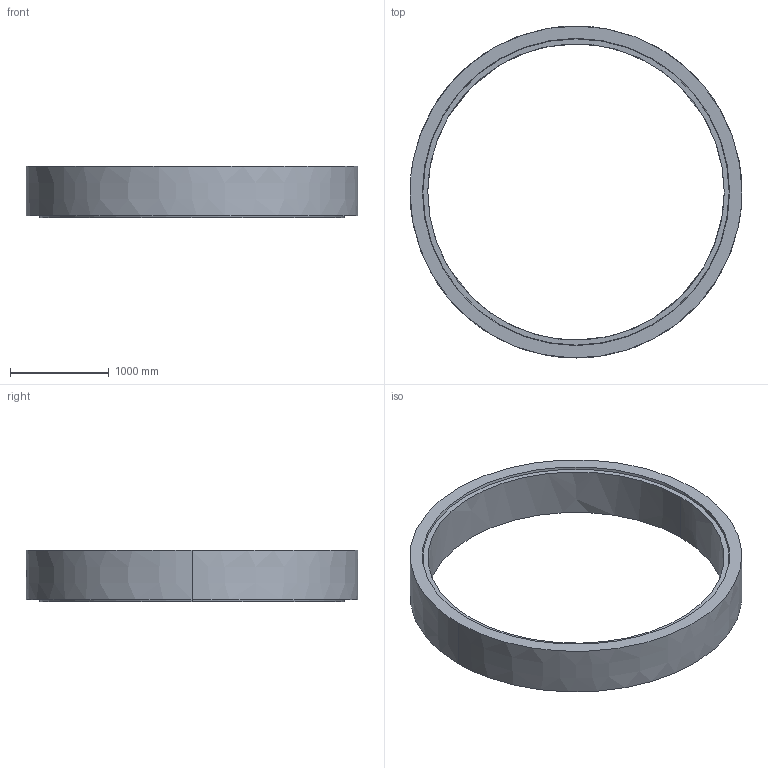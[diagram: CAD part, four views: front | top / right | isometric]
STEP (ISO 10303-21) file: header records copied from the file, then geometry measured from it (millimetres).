
FILE_DESCRIPTION (( 'STEP AP203' ), '1' );
FILE_NAME ('Rudus 2030053 UL-kaivonrengas 3000x500.step', '2020-03-11T04:25:47', ( '' ), ( '' ), 'SwSTEP 2.0', 'SolidWorks 2019', '' );
FILE_SCHEMA (( 'CONFIG_CONTROL_DESIGN' ));
Length unit declared in the file: millimetre
Products named in the file (2): EK-osa-kaivorunko_UL-kaivonrengas; Rudus 2030053 UL-kaivonrengas 3000x500
Assembly tree (1 placements, depth 2):
  Rudus 2030053 UL-kaivonrengas 3000x500
    EK-osa-kaivorunko_UL-kaivonrengas
Bounding box: 3360 x 3360 x 525 mm (x, y, z)
Volume: 900972006.7 mm3; surface area: 13993095.1 mm2
Topology: 1 solids, 1 shells, 89 faces, 234 edges, 156 vertices
Faces by surface type: bspline 74, plane 11, cone 4
Entity records: 21801 total; most frequent: CARTESIAN_POINT 20044, ORIENTED_EDGE 468, EDGE_CURVE 234, B_SPLINE_CURVE_WITH_KNOTS 218, VERTEX_POINT 156, EDGE_LOOP 100, ADVANCED_FACE 89, FACE_OUTER_BOUND 89
